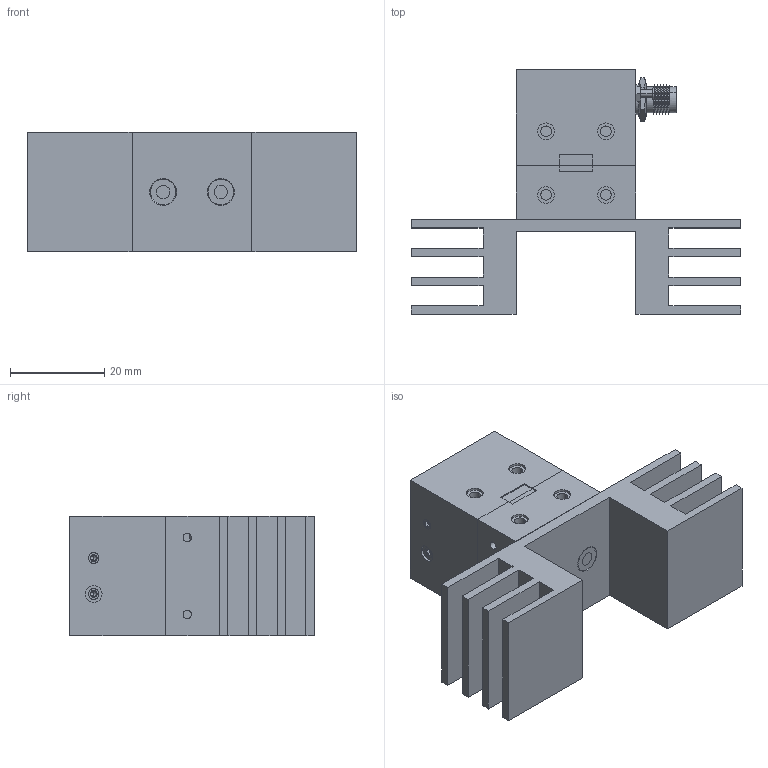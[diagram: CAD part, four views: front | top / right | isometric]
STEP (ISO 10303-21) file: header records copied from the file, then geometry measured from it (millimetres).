
FILE_DESCRIPTION (( 'STEP AP203' ), '1' );
FILE_NAME ('SOM-28302320-28-S1.STEP', '2019-02-05T00:04:58', ( '' ), ( '' ), 'SwSTEP 2.0', 'SolidWorks 2016', '' );
FILE_SCHEMA (( 'CONFIG_CONTROL_DESIGN' ));
Length unit declared in the file: inch
Products named in the file (1): SOM-28302320-28-S1
Bounding box: 69.85 x 51.82 x 25.4 mm (x, y, z)
Surface area: 16477.8 mm2 (no closed solid volume)
Topology: 0 solids, 20 shells, 304 faces, 860 edges, 561 vertices
Faces by surface type: plane 179, cylinder 72, cone 51, bspline 2
Entity records: 11168 total; most frequent: CARTESIAN_POINT 3528, DIRECTION 1542, ORIENTED_EDGE 1511, EDGE_CURVE 848, VERTEX_POINT 561, AXIS2_PLACEMENT_3D 546, LINE 450, VECTOR 450
